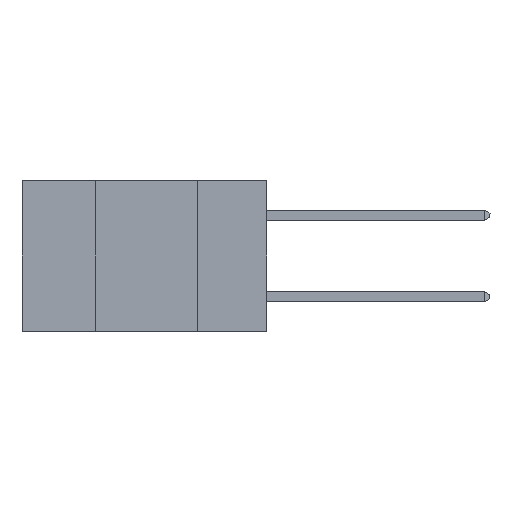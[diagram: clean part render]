
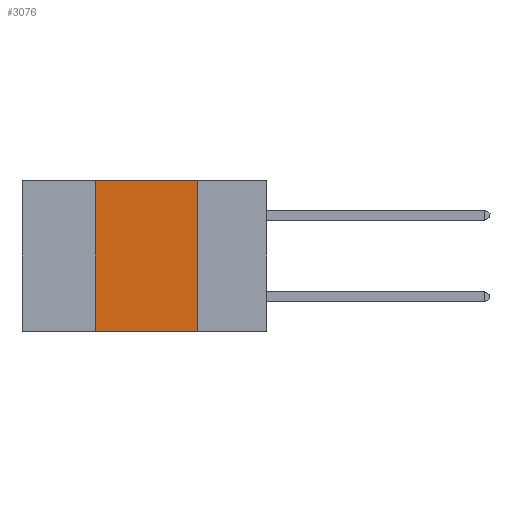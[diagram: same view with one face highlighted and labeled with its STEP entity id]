
A CAD part, left-side view. The second image highlights one B-rep face of the part: STEP entity #3076.
In plain terms, the highlighted planar face has unit normal (-1, 0, 0).
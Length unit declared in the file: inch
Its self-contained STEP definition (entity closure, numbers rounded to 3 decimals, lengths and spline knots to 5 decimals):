
#55 = ORIENTED_EDGE ( 'NONE', *, *, #12324, .T. ) ;
#541 = DIRECTION ( 'NONE',  ( 1., 0., 0. ) ) ;
#633 = CARTESIAN_POINT ( 'NONE',  ( 0., 0.6, -0.37 ) ) ;
#1513 = FACE_OUTER_BOUND ( 'NONE', #9226, .T. ) ;
#1738 = ORIENTED_EDGE ( 'NONE', *, *, #6344, .F. ) ;
#2155 = DIRECTION ( 'NONE',  ( 0., -1., 0. ) ) ;
#2174 = VECTOR ( 'NONE', #4243, 39.37008 ) ;
#3076 = ADVANCED_FACE ( 'NONE', ( #1513 ), #6106, .F. ) ;
#3397 = CARTESIAN_POINT ( 'NONE',  ( 0., 0.6, 0. ) ) ;
#3723 = EDGE_CURVE ( 'NONE', #9670, #4292, #8899, .T. ) ;
#4243 = DIRECTION ( 'NONE',  ( 0., 0., -1. ) ) ;
#4249 = VERTEX_POINT ( 'NONE', #9317 ) ;
#4292 = VERTEX_POINT ( 'NONE', #13261 ) ;
#4568 = CARTESIAN_POINT ( 'NONE',  ( 0., 0.17, 0. ) ) ;
#5691 = VECTOR ( 'NONE', #12435, 39.37008 ) ;
#6106 = PLANE ( 'NONE',  #11957 ) ;
#6120 = LINE ( 'NONE', #16304, #5691 ) ;
#6344 = EDGE_CURVE ( 'NONE', #12634, #4249, #15531, .T. ) ;
#7457 = ORIENTED_EDGE ( 'NONE', *, *, #3723, .F. ) ;
#8111 = VECTOR ( 'NONE', #2155, 39.37008 ) ;
#8653 = DIRECTION ( 'NONE',  ( 0., 0., 1. ) ) ;
#8899 = LINE ( 'NONE', #10912, #2174 ) ;
#9226 = EDGE_LOOP ( 'NONE', ( #7457, #9983, #1738, #55 ) ) ;
#9317 = CARTESIAN_POINT ( 'NONE',  ( 0., 0.42, 0. ) ) ;
#9670 = VERTEX_POINT ( 'NONE', #4568 ) ;
#9983 = ORIENTED_EDGE ( 'NONE', *, *, #15216, .F. ) ;
#10136 = DIRECTION ( 'NONE',  ( 0., 0., -1. ) ) ;
#10912 = CARTESIAN_POINT ( 'NONE',  ( 0., 0.17, 0. ) ) ;
#11024 = CARTESIAN_POINT ( 'NONE',  ( 0., 0.42, -0.37 ) ) ;
#11957 = AXIS2_PLACEMENT_3D ( 'NONE', #3397, #541, #10136 ) ;
#12324 = EDGE_CURVE ( 'NONE', #12634, #4292, #15030, .T. ) ;
#12435 = DIRECTION ( 'NONE',  ( 0., -1., 0. ) ) ;
#12542 = VECTOR ( 'NONE', #8653, 39.37008 ) ;
#12634 = VERTEX_POINT ( 'NONE', #11024 ) ;
#13261 = CARTESIAN_POINT ( 'NONE',  ( 0., 0.17, -0.37 ) ) ;
#15030 = LINE ( 'NONE', #633, #8111 ) ;
#15216 = EDGE_CURVE ( 'NONE', #4249, #9670, #6120, .T. ) ;
#15531 = LINE ( 'NONE', #16470, #12542 ) ;
#16304 = CARTESIAN_POINT ( 'NONE',  ( 0., 0.6, 0. ) ) ;
#16470 = CARTESIAN_POINT ( 'NONE',  ( 0., 0.42, 0. ) ) ;
